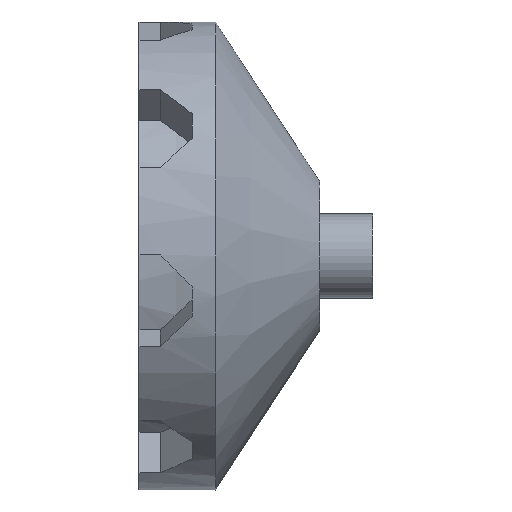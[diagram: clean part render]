
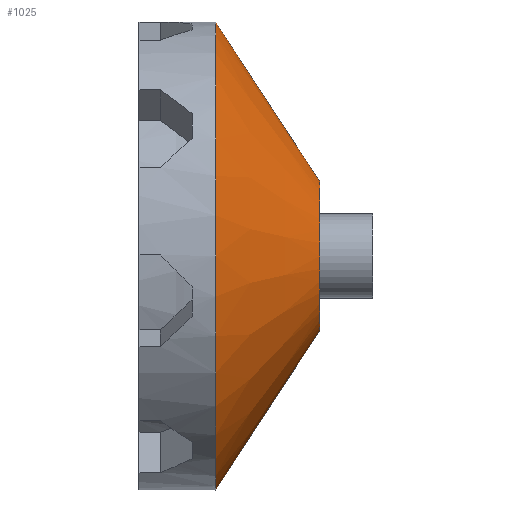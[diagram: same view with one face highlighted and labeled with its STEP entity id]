
A CAD part, front view. The second image highlights one B-rep face of the part: STEP entity #1025.
In plain terms, the highlighted conical face has half-angle 56.858 degrees and reference radius 15.5 mm.
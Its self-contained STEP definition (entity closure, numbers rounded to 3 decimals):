
#16=CONICAL_SURFACE('',#1160,15.5,0.992);
#41=CIRCLE('',#1137,22.);
#50=CIRCLE('',#1146,22.);
#51=CIRCLE('',#1161,7.);
#113=FACE_OUTER_BOUND('',#167,.T.);
#167=EDGE_LOOP('',(#889,#890,#891,#892,#893));
#254=LINE('',#1800,#337);
#337=VECTOR('',#1485,15.5);
#456=VERTEX_POINT('',#1733);
#457=VERTEX_POINT('',#1734);
#471=VERTEX_POINT('',#1799);
#585=EDGE_CURVE('',#456,#457,#41,.F.);
#608=EDGE_CURVE('',#457,#456,#50,.F.);
#622=EDGE_CURVE('',#457,#471,#254,.T.);
#623=EDGE_CURVE('',#471,#471,#51,.T.);
#889=ORIENTED_EDGE('',*,*,#585,.T.);
#890=ORIENTED_EDGE('',*,*,#622,.T.);
#891=ORIENTED_EDGE('',*,*,#623,.F.);
#892=ORIENTED_EDGE('',*,*,#622,.F.);
#893=ORIENTED_EDGE('',*,*,#608,.T.);
#1025=ADVANCED_FACE('',(#113),#16,.T.);
#1137=AXIS2_PLACEMENT_3D('',#1735,#1410,#1411);
#1146=AXIS2_PLACEMENT_3D('',#1771,#1442,#1443);
#1160=AXIS2_PLACEMENT_3D('',#1798,#1483,#1484);
#1161=AXIS2_PLACEMENT_3D('',#1801,#1486,#1487);
#1410=DIRECTION('center_axis',(-1.,0.,0.));
#1411=DIRECTION('ref_axis',(0.,0.,-1.));
#1442=DIRECTION('center_axis',(-1.,0.,0.));
#1443=DIRECTION('ref_axis',(0.,0.,-1.));
#1483=DIRECTION('center_axis',(-1.,0.,0.));
#1484=DIRECTION('ref_axis',(0.,-1.,0.));
#1485=DIRECTION('',(0.547,-0.837,0.));
#1486=DIRECTION('center_axis',(1.,0.,0.));
#1487=DIRECTION('ref_axis',(0.,0.,-1.));
#1733=CARTESIAN_POINT('',(43.306,-27.,22.));
#1734=CARTESIAN_POINT('',(43.306,-5.,0.));
#1735=CARTESIAN_POINT('Origin',(43.306,-27.,0.));
#1771=CARTESIAN_POINT('Origin',(43.306,-27.,0.));
#1798=CARTESIAN_POINT('Origin',(47.55,-27.,0.));
#1799=CARTESIAN_POINT('',(53.1,-20.,0.));
#1800=CARTESIAN_POINT('',(47.55,-11.5,0.));
#1801=CARTESIAN_POINT('Origin',(53.1,-27.,0.));
